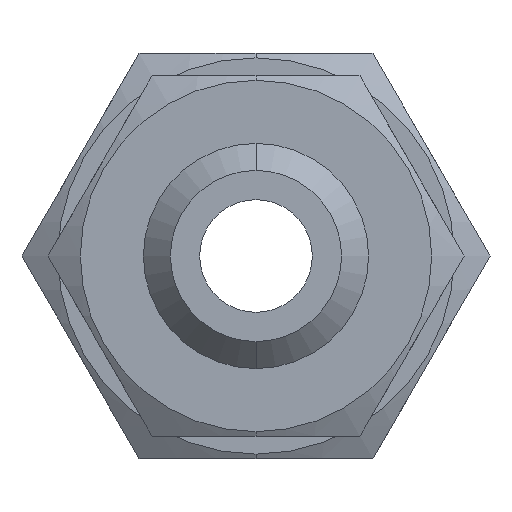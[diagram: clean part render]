
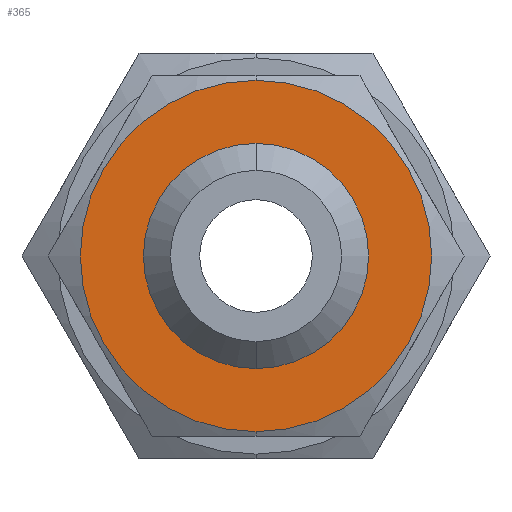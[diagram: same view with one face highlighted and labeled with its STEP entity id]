
A CAD part, front view. The second image highlights one B-rep face of the part: STEP entity #365.
In plain terms, the highlighted planar face has unit normal (0, -1, 0).
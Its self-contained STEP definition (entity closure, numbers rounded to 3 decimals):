
#3 = CARTESIAN_POINT ( 'NONE',  ( 0., 4., 2.5 ) ) ;
#4 = CARTESIAN_POINT ( 'NONE',  ( 0., 4., -2.5 ) ) ;
#28 = DIRECTION ( 'NONE',  ( 0., -1., 0. ) ) ;
#32 = CARTESIAN_POINT ( 'NONE',  ( 0., 4., 0. ) ) ;
#37 = DIRECTION ( 'NONE',  ( 0., 0., -1. ) ) ;
#57 = CIRCLE ( 'NONE', #89, 3.9 ) ;
#67 = CIRCLE ( 'NONE', #86, 2.5 ) ;
#86 = AXIS2_PLACEMENT_3D ( 'NONE', #32, #28, #37 ) ;
#89 = AXIS2_PLACEMENT_3D ( 'NONE', #139, #138, #135 ) ;
#135 = DIRECTION ( 'NONE',  ( 0., 0., -1. ) ) ;
#138 = DIRECTION ( 'NONE',  ( 0., -1., 0. ) ) ;
#139 = CARTESIAN_POINT ( 'NONE',  ( 0., 4., 0. ) ) ;
#328 = EDGE_CURVE ( 'NONE', #1611, #1612, #578, .T. ) ;
#330 = EDGE_CURVE ( 'NONE', #1571, #1572, #582, .T. ) ;
#365 = ADVANCED_FACE ( 'NONE', ( #1735, #1736 ), #1255, .T. ) ;
#440 = EDGE_CURVE ( 'NONE', #1572, #1571, #67, .T. ) ;
#444 = EDGE_CURVE ( 'NONE', #1612, #1611, #57, .T. ) ;
#484 = EDGE_LOOP ( 'NONE', ( #1491, #1492 ) ) ;
#554 = EDGE_LOOP ( 'NONE', ( #1488, #1490 ) ) ;
#578 = CIRCLE ( 'NONE', #579, 3.9 ) ;
#579 = AXIS2_PLACEMENT_3D ( 'NONE', #1127, #1128, #1129 ) ;
#582 = CIRCLE ( 'NONE', #583, 2.5 ) ;
#583 = AXIS2_PLACEMENT_3D ( 'NONE', #1133, #1134, #1135 ) ;
#717 = AXIS2_PLACEMENT_3D ( 'NONE', #1256, #1257, #1258 ) ;
#768 = CARTESIAN_POINT ( 'NONE',  ( 0., 4., -3.9 ) ) ;
#769 = CARTESIAN_POINT ( 'NONE',  ( 0., 4., 3.9 ) ) ;
#1127 = CARTESIAN_POINT ( 'NONE',  ( 0., 4., 0. ) ) ;
#1128 = DIRECTION ( 'NONE',  ( 0., -1., 0. ) ) ;
#1129 = DIRECTION ( 'NONE',  ( 0., 0., -1. ) ) ;
#1133 = CARTESIAN_POINT ( 'NONE',  ( 0., 4., 0. ) ) ;
#1134 = DIRECTION ( 'NONE',  ( 0., -1., 0. ) ) ;
#1135 = DIRECTION ( 'NONE',  ( 0., 0., -1. ) ) ;
#1255 = PLANE ( 'NONE',  #717 ) ;
#1256 = CARTESIAN_POINT ( 'NONE',  ( 3.9, 4., 0. ) ) ;
#1257 = DIRECTION ( 'NONE',  ( 0., -1., 0. ) ) ;
#1258 = DIRECTION ( 'NONE',  ( 0., 0., -1. ) ) ;
#1488 = ORIENTED_EDGE ( 'NONE', *, *, #444, .T. ) ;
#1490 = ORIENTED_EDGE ( 'NONE', *, *, #328, .T. ) ;
#1491 = ORIENTED_EDGE ( 'NONE', *, *, #330, .F. ) ;
#1492 = ORIENTED_EDGE ( 'NONE', *, *, #440, .F. ) ;
#1571 = VERTEX_POINT ( 'NONE', #4 ) ;
#1572 = VERTEX_POINT ( 'NONE', #3 ) ;
#1611 = VERTEX_POINT ( 'NONE', #768 ) ;
#1612 = VERTEX_POINT ( 'NONE', #769 ) ;
#1735 = FACE_OUTER_BOUND ( 'NONE', #554, .T. ) ;
#1736 = FACE_BOUND ( 'NONE', #484, .T. ) ;
